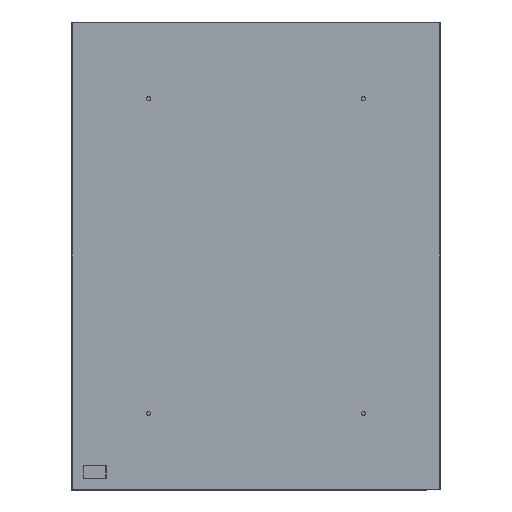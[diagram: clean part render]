
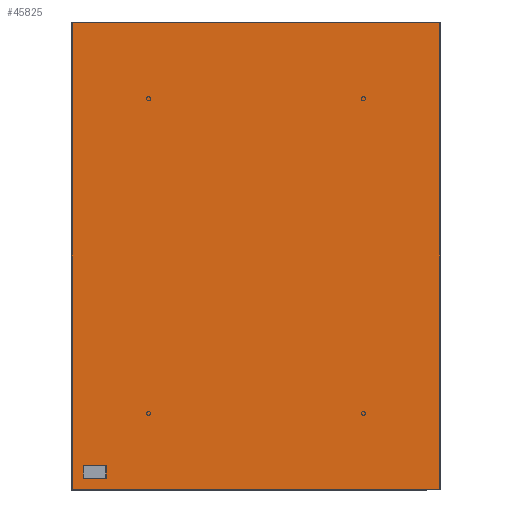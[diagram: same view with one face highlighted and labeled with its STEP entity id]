
A CAD part, left-side view. The second image highlights one B-rep face of the part: STEP entity #45825.
In plain terms, the highlighted planar face has unit normal (-1, 0, 0).
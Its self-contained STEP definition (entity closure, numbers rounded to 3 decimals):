
#45464=CARTESIAN_POINT('',(864.21,4688.036,608.7));
#45465=VERTEX_POINT('',#45464);
#45466=CARTESIAN_POINT('',(864.21,4210.299,608.7));
#45467=VERTEX_POINT('',#45466);
#45468=CARTESIAN_POINT('',(864.21,4688.036,608.7));
#45469=DIRECTION('',(0.0,-1.0,0.0));
#45470=VECTOR('',#45469,477.737);
#45471=LINE('',#45468,#45470);
#45472=EDGE_CURVE('',#45465,#45467,#45471,.T.);
#45504=CARTESIAN_POINT('',(864.21,4209.968,608.369));
#45505=VERTEX_POINT('',#45504);
#45506=CARTESIAN_POINT('',(864.21,4210.299,608.7));
#45507=DIRECTION('',(0.0,-0.707,-0.707));
#45508=VECTOR('',#45507,0.469);
#45509=LINE('',#45506,#45508);
#45510=EDGE_CURVE('',#45467,#45505,#45509,.T.);
#45535=CARTESIAN_POINT('',(864.21,4209.968,1.131));
#45536=VERTEX_POINT('',#45535);
#45537=CARTESIAN_POINT('',(864.21,4209.968,608.369));
#45538=DIRECTION('',(0.0,0.0,-1.0));
#45539=VECTOR('',#45538,607.237);
#45540=LINE('',#45537,#45539);
#45541=EDGE_CURVE('',#45505,#45536,#45540,.T.);
#45575=CARTESIAN_POINT('',(864.21,4210.299,0.8));
#45576=VERTEX_POINT('',#45575);
#45577=CARTESIAN_POINT('',(864.21,4209.968,1.131));
#45578=DIRECTION('',(0.0,0.707,-0.707));
#45579=VECTOR('',#45578,0.469);
#45580=LINE('',#45577,#45579);
#45581=EDGE_CURVE('',#45536,#45576,#45580,.T.);
#45606=CARTESIAN_POINT('',(864.21,4688.036,0.8));
#45607=VERTEX_POINT('',#45606);
#45608=CARTESIAN_POINT('',(864.21,4210.299,0.8));
#45609=DIRECTION('',(0.0,1.0,0.0));
#45610=VECTOR('',#45609,477.737);
#45611=LINE('',#45608,#45610);
#45612=EDGE_CURVE('',#45576,#45607,#45611,.T.);
#45637=CARTESIAN_POINT('',(864.21,4688.368,1.131));
#45638=VERTEX_POINT('',#45637);
#45639=CARTESIAN_POINT('',(864.21,4688.036,0.8));
#45640=DIRECTION('',(0.0,0.707,0.707));
#45641=VECTOR('',#45640,0.469);
#45642=LINE('',#45639,#45641);
#45643=EDGE_CURVE('',#45607,#45638,#45642,.T.);
#45668=CARTESIAN_POINT('',(864.21,4688.368,608.369));
#45669=VERTEX_POINT('',#45668);
#45670=CARTESIAN_POINT('',(864.21,4688.368,1.131));
#45671=DIRECTION('',(0.0,0.0,1.0));
#45672=VECTOR('',#45671,607.237);
#45673=LINE('',#45670,#45672);
#45674=EDGE_CURVE('',#45638,#45669,#45673,.T.);
#45697=CARTESIAN_POINT('',(864.21,4688.368,608.369));
#45698=DIRECTION('',(0.0,-0.707,0.707));
#45699=VECTOR('',#45698,0.469);
#45700=LINE('',#45697,#45699);
#45701=EDGE_CURVE('',#45669,#45465,#45700,.T.);
#45810=CARTESIAN_POINT('',(864.21,4449.168,0.799));
#45811=DIRECTION('',(-1.0,0.0,0.0));
#45812=DIRECTION('',(0.0,0.0,1.0));
#45813=AXIS2_PLACEMENT_3D('',#45810,#45811,#45812);
#45814=PLANE('',#45813);
#45815=ORIENTED_EDGE('',*,*,#45472,.F.);
#45816=ORIENTED_EDGE('',*,*,#45701,.F.);
#45817=ORIENTED_EDGE('',*,*,#45674,.F.);
#45818=ORIENTED_EDGE('',*,*,#45643,.F.);
#45819=ORIENTED_EDGE('',*,*,#45612,.F.);
#45820=ORIENTED_EDGE('',*,*,#45581,.F.);
#45821=ORIENTED_EDGE('',*,*,#45541,.F.);
#45822=ORIENTED_EDGE('',*,*,#45510,.F.);
#45823=EDGE_LOOP('',(#45815,#45816,#45817,#45818,#45819,#45820,#45821,#45822));
#45824=FACE_OUTER_BOUND('',#45823,.T.);
#45825=ADVANCED_FACE('',(#45824),#45814,.T.);
